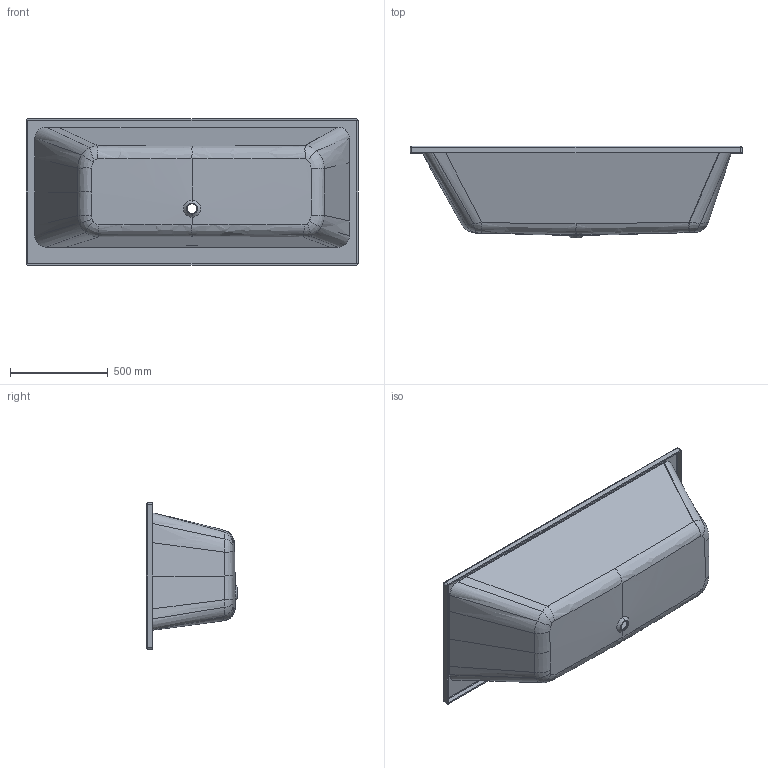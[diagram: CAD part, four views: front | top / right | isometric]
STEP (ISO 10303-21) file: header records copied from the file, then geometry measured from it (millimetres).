
FILE_DESCRIPTION((''),'2;1');
FILE_NAME('UBA170SUB2','2023-11-10T14:17:15',('hegemanc'),('Villeroy & Boch Wellness bv'),'CREO PARAMETRIC BY PTC INC, 2022414','CREO PARAMETRIC BY PTC INC, 2022414','');
FILE_SCHEMA(('AP242_MANAGED_MODEL_BASED_3D_ENGINEERING_MIM_LF { 1 0 10303 442 1 1 4 }'));
Length unit declared in the file: millimetre
Products named in the file (1): UBA170SUB2
Bounding box: 1700 x 470 x 750 mm (x, y, z)
Volume: 18263341.3 mm3; surface area: 5254426.8 mm2
Topology: 1 solids, 1 shells, 155 faces, 387 edges, 250 vertices
Faces by surface type: bspline 114, cylinder 20, plane 13, cone 8
Entity records: 20748 total; most frequent: CARTESIAN_POINT 16006, COLOUR_RGB 1450, ORIENTED_EDGE 716, DIRECTION 379, EDGE_CURVE 358, VERTEX_POINT 208, B_SPLINE_CURVE_WITH_KNOTS 197, EDGE_LOOP 162
